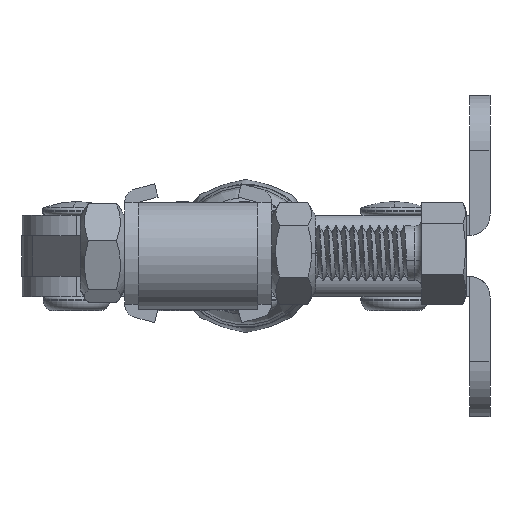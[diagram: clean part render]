
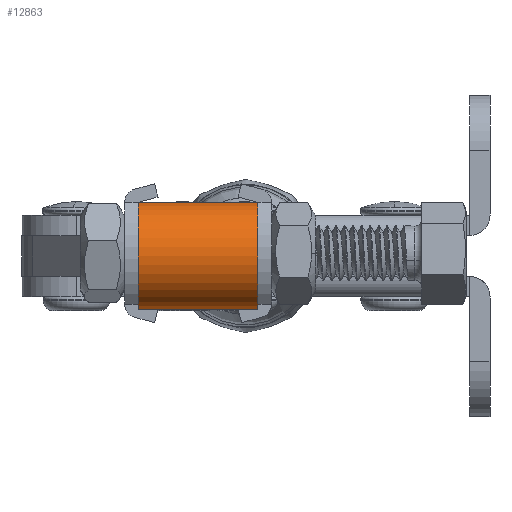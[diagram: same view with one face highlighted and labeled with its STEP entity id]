
A CAD part, left-side view. The second image highlights one B-rep face of the part: STEP entity #12863.
In plain terms, the highlighted cylindrical face has radius 7.85 mm (diameter 15.7 mm), a partial arc.
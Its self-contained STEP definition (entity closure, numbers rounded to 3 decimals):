
#556 = LINE ( 'NONE', #23047, #31023 ) ;
#4132 = FACE_OUTER_BOUND ( 'NONE', #7315, .T. ) ;
#4778 = CIRCLE ( 'NONE', #8260, 7.85 ) ;
#5260 = CARTESIAN_POINT ( 'NONE',  ( -8.55, 17.5, 0. ) ) ;
#7004 = EDGE_CURVE ( 'NONE', #22232, #22349, #556, .T. ) ;
#7315 = EDGE_LOOP ( 'NONE', ( #22617, #20883, #25348, #13051 ) ) ;
#8260 = AXIS2_PLACEMENT_3D ( 'NONE', #27100, #12705, #29511 ) ;
#9036 = DIRECTION ( 'NONE',  ( 0., 1., 0. ) ) ;
#9118 = DIRECTION ( 'NONE',  ( 0., 1., 0. ) ) ;
#10054 = VECTOR ( 'NONE', #9036, 1000. ) ;
#11700 = CARTESIAN_POINT ( 'NONE',  ( -8.55, 17.5, 15.7 ) ) ;
#11968 = CARTESIAN_POINT ( 'NONE',  ( -8.55, 0., 0. ) ) ;
#12592 = CARTESIAN_POINT ( 'NONE',  ( -8.55, 0., 15.7 ) ) ;
#12705 = DIRECTION ( 'NONE',  ( 0., -1., 0. ) ) ;
#12863 = ADVANCED_FACE ( 'NONE', ( #4132 ), #22560, .T. ) ;
#12983 = CARTESIAN_POINT ( 'NONE',  ( -8.55, 17.5, 7.85 ) ) ;
#13051 = ORIENTED_EDGE ( 'NONE', *, *, #7004, .T. ) ;
#13437 = DIRECTION ( 'NONE',  ( 0., 1., 0. ) ) ;
#13928 = CARTESIAN_POINT ( 'NONE',  ( -8.55, 0., 7.85 ) ) ;
#15251 = EDGE_CURVE ( 'NONE', #22232, #22380, #4778, .T. ) ;
#15368 = DIRECTION ( 'NONE',  ( 1., 0., 0. ) ) ;
#16433 = LINE ( 'NONE', #23457, #10054 ) ;
#16561 = AXIS2_PLACEMENT_3D ( 'NONE', #12983, #29808, #15368 ) ;
#20027 = CIRCLE ( 'NONE', #16561, 7.85 ) ;
#20883 = ORIENTED_EDGE ( 'NONE', *, *, #22038, .F. ) ;
#21697 = VERTEX_POINT ( 'NONE', #11700 ) ;
#22038 = EDGE_CURVE ( 'NONE', #22380, #21697, #16433, .T. ) ;
#22232 = VERTEX_POINT ( 'NONE', #11968 ) ;
#22349 = VERTEX_POINT ( 'NONE', #5260 ) ;
#22380 = VERTEX_POINT ( 'NONE', #12592 ) ;
#22560 = CYLINDRICAL_SURFACE ( 'NONE', #30180, 7.85 ) ;
#22617 = ORIENTED_EDGE ( 'NONE', *, *, #29979, .F. ) ;
#23047 = CARTESIAN_POINT ( 'NONE',  ( -8.55, 0., 0. ) ) ;
#23457 = CARTESIAN_POINT ( 'NONE',  ( -8.55, 0., 15.7 ) ) ;
#25348 = ORIENTED_EDGE ( 'NONE', *, *, #15251, .F. ) ;
#27100 = CARTESIAN_POINT ( 'NONE',  ( -8.55, 0., 7.85 ) ) ;
#29511 = DIRECTION ( 'NONE',  ( -1., 0., 0. ) ) ;
#29808 = DIRECTION ( 'NONE',  ( 0., 1., 0. ) ) ;
#29979 = EDGE_CURVE ( 'NONE', #21697, #22349, #20027, .T. ) ;
#30180 = AXIS2_PLACEMENT_3D ( 'NONE', #13928, #9118, #30787 ) ;
#30787 = DIRECTION ( 'NONE',  ( -1., 0., 0. ) ) ;
#31023 = VECTOR ( 'NONE', #13437, 1000. ) ;
